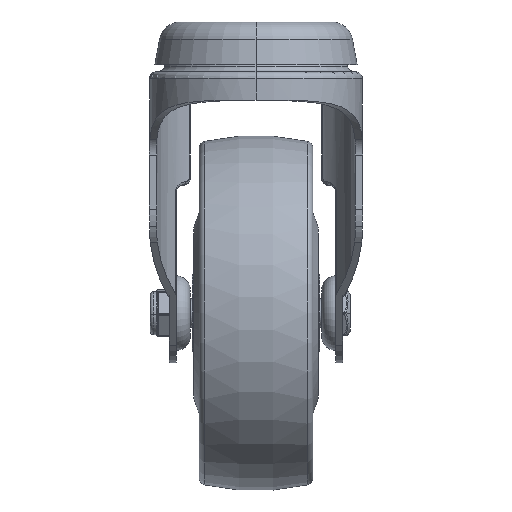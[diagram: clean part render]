
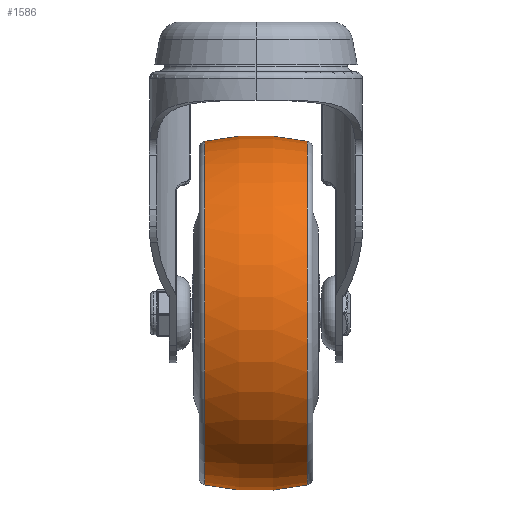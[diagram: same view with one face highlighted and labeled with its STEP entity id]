
A CAD part, left-side view. The second image highlights one B-rep face of the part: STEP entity #1586.
In plain terms, the highlighted toroidal (fillet/blend) face has major radius 15 mm and minor radius 65 mm.
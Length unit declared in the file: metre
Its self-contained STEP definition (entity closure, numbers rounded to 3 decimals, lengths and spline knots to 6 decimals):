
#1586=ADVANCED_FACE('',(#2441),#2442,.T.);
#2441=FACE_OUTER_BOUND('',#5700,.T.);
#2442=TOROIDAL_SURFACE('',#5701,-0.015,0.065);
#5700=EDGE_LOOP('',(#11713,#11714,#11715,#11716));
#5701=AXIS2_PLACEMENT_3D('',#11717,#11718,#11719);
#11713=ORIENTED_EDGE('',*,*,#15598,.T.);
#11714=ORIENTED_EDGE('',*,*,#15607,.F.);
#11715=ORIENTED_EDGE('',*,*,#15600,.T.);
#11716=ORIENTED_EDGE('',*,*,#15606,.T.);
#11717=CARTESIAN_POINT('',(0.0,0.,0.0));
#11718=DIRECTION('',(0.0,1.0,0.0));
#11719=DIRECTION('',(0.0,0.0,1.0));
#15598=EDGE_CURVE('',#17248,#17240,#17249,.T.);
#15600=EDGE_CURVE('',#17243,#17250,#17252,.T.);
#15606=EDGE_CURVE('',#17250,#17248,#17260,.T.);
#15607=EDGE_CURVE('',#17243,#17240,#17261,.T.);
#17240=VERTEX_POINT('',#20980);
#17243=VERTEX_POINT('',#20983);
#17248=VERTEX_POINT('',#20988);
#17249=CIRCLE('',#20989,0.065);
#17250=VERTEX_POINT('',#20990);
#17252=CIRCLE('',#20992,0.065);
#17260=CIRCLE('',#21000,0.048375);
#17261=CIRCLE('',#21001,0.048375);
#20980=CARTESIAN_POINT('',(0.0,0.014444,0.048375));
#20983=CARTESIAN_POINT('',(0.,0.014444,-0.048375));
#20988=CARTESIAN_POINT('',(0.0,-0.014444,0.048375));
#20989=AXIS2_PLACEMENT_3D('',#26140,#26141,#26142);
#20990=CARTESIAN_POINT('',(0.,-0.014444,-0.048375));
#20992=AXIS2_PLACEMENT_3D('',#26146,#26147,#26148);
#21000=AXIS2_PLACEMENT_3D('',#26164,#26165,#26166);
#21001=AXIS2_PLACEMENT_3D('',#26167,#26168,#26169);
#26140=CARTESIAN_POINT('',(0.,0.,-0.015));
#26141=DIRECTION('',(-1.0,0.0,0.));
#26142=DIRECTION('',(0.,-0.0,1.0));
#26146=CARTESIAN_POINT('',(0.,0.,0.015));
#26147=DIRECTION('',(-1.0,0.0,0.));
#26148=DIRECTION('',(0.,0.0,-1.0));
#26164=CARTESIAN_POINT('',(0.0,-0.014444,0.0));
#26165=DIRECTION('',(0.0,1.0,0.0));
#26166=DIRECTION('',(0.0,0.0,1.0));
#26167=CARTESIAN_POINT('',(0.0,0.014444,0.0));
#26168=DIRECTION('',(0.0,1.0,0.0));
#26169=DIRECTION('',(0.0,0.0,1.0));
